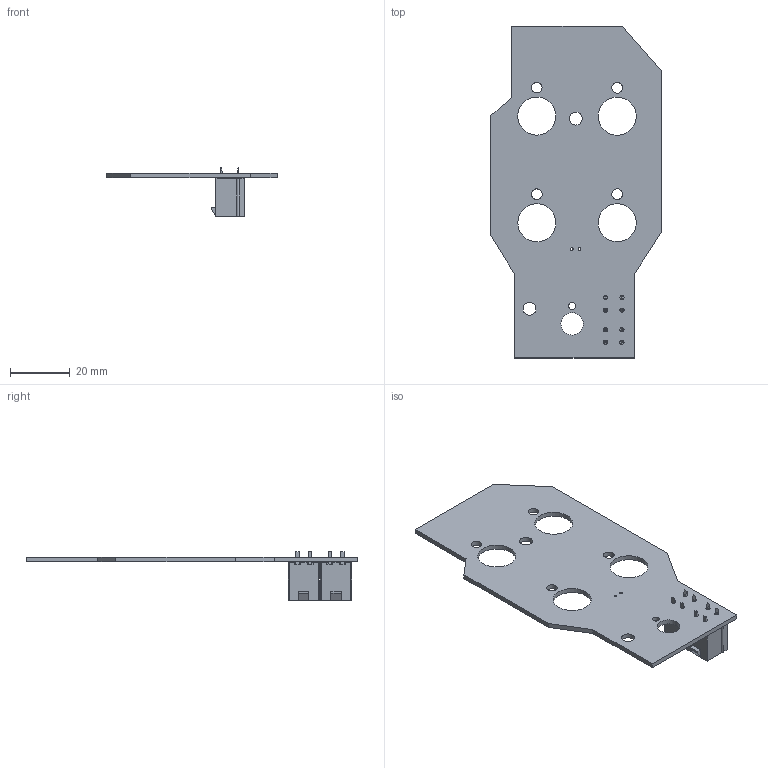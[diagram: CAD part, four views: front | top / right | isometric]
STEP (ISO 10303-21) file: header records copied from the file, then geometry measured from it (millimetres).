
FILE_DESCRIPTION(('KiCad electronic assembly'),'2;1');
FILE_NAME('SIM POWER PANEL.step','2023-01-09T19:02:12',('Pcbnew'),( 'Kicad'),'Open CASCADE STEP processor 7.6','KiCad to STEP converter' ,'Unknown');
FILE_SCHEMA(('AUTOMOTIVE_DESIGN { 1 0 10303 214 1 1 1 1 }'));
Length unit declared in the file: millimetre
Products named in the file (4): SIM POWER PANEL 1; Molex_Mini-Fit_Jr_5566-04A_2x02_P4.20mm_Vertical; SOLID; SIM POWER PANEL PCB
Assembly tree (4 placements, depth 3):
  SIM POWER PANEL 1
    Molex_Mini-Fit_Jr_5566-04A_2x02_P4.20mm_Vertical  x2
      SOLID
    SIM POWER PANEL PCB
Bounding box: 57 x 111 x 16.3 mm (x, y, z)
Volume: 9180.2 mm3; surface area: 13378.2 mm2
Topology: 3 solids, 3 shells, 293 faces, 785 edges, 522 vertices
Faces by surface type: plane 269, cylinder 24
Full cylindrical faces by diameter (mm): 0.9 x2, 1.4 x8, 2.38 x1, 3.572 x4, 4.3 x2, 7.54 x1, 12.7 x4
Entity records: 11134 total; most frequent: CARTESIAN_POINT 2059, DIRECTION 1665, LINE 1234, VECTOR 1234, ORIENTED_EDGE 884, PCURVE 884, DEFINITIONAL_REPRESENTATION 884, EDGE_CURVE 442
